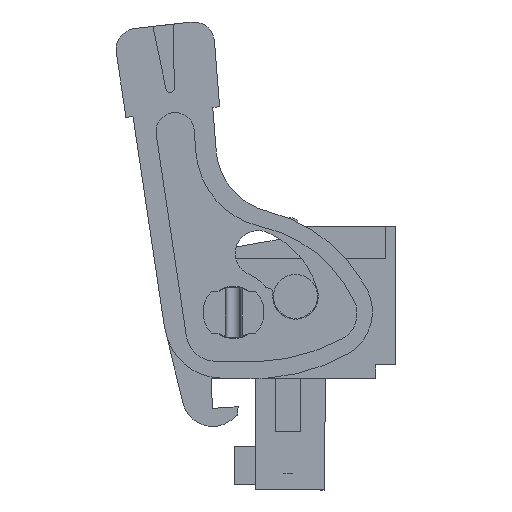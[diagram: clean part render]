
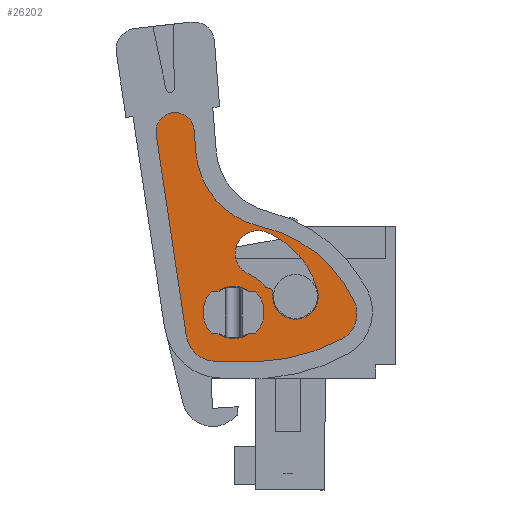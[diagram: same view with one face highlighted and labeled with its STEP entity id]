
A CAD part, left-side view. The second image highlights one B-rep face of the part: STEP entity #26202.
In plain terms, the highlighted planar face has unit normal (-1, 0, 0).
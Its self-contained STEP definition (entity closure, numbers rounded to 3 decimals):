
#25905=AXIS2_PLACEMENT_3D('Plane Axis2P3D',#25902,#25903,#25904) ;
#26034=AXIS2_PLACEMENT_3D('Circle Axis2P3D',#26032,#26033,$) ;
#26058=AXIS2_PLACEMENT_3D('Circle Axis2P3D',#26056,#26057,$) ;
#26084=AXIS2_PLACEMENT_3D('Circle Axis2P3D',#26082,#26083,$) ;
#26091=AXIS2_PLACEMENT_3D('Circle Axis2P3D',#26089,#26090,$) ;
#26098=AXIS2_PLACEMENT_3D('Circle Axis2P3D',#26096,#26097,$) ;
#26105=AXIS2_PLACEMENT_3D('Circle Axis2P3D',#26103,#26104,$) ;
#26128=AXIS2_PLACEMENT_3D('Circle Axis2P3D',#26126,#26127,$) ;
#26137=AXIS2_PLACEMENT_3D('Circle Axis2P3D',#26135,#26136,$) ;
#26144=AXIS2_PLACEMENT_3D('Circle Axis2P3D',#26142,#26143,$) ;
#26151=AXIS2_PLACEMENT_3D('Circle Axis2P3D',#26149,#26150,$) ;
#26158=AXIS2_PLACEMENT_3D('Circle Axis2P3D',#26156,#26157,$) ;
#26165=AXIS2_PLACEMENT_3D('Circle Axis2P3D',#26163,#26164,$) ;
#26172=AXIS2_PLACEMENT_3D('Circle Axis2P3D',#26170,#26171,$) ;
#26186=AXIS2_PLACEMENT_3D('Circle Axis2P3D',#26184,#26185,$) ;
#26195=AXIS2_PLACEMENT_3D('Circle Axis2P3D',#26193,#26194,$) ;
#25902=CARTESIAN_POINT('Axis2P3D Location',(1.1,1.4,0.)) ;
#26001=CARTESIAN_POINT('Line Origine',(1.1,13.287,15.072)) ;
#26005=CARTESIAN_POINT('Vertex',(1.1,12.398,9.121)) ;
#26007=CARTESIAN_POINT('Vertex',(1.1,14.176,21.023)) ;
#26032=CARTESIAN_POINT('Axis2P3D Location',(1.1,10.645,9.383)) ;
#26036=CARTESIAN_POINT('Vertex',(1.1,10.665,7.61)) ;
#26056=CARTESIAN_POINT('Axis2P3D Location',(1.1,13.058,21.19)) ;
#26060=CARTESIAN_POINT('Vertex',(1.1,11.931,21.279)) ;
#26075=CARTESIAN_POINT('Line Origine',(1.1,9.423,7.596)) ;
#26079=CARTESIAN_POINT('Vertex',(1.1,8.181,7.582)) ;
#26082=CARTESIAN_POINT('Axis2P3D Location',(1.1,8.615,19.073)) ;
#26086=CARTESIAN_POINT('Vertex',(1.1,3.202,8.927)) ;
#26089=CARTESIAN_POINT('Axis2P3D Location',(1.1,4.004,10.431)) ;
#26093=CARTESIAN_POINT('Vertex',(1.1,2.462,11.157)) ;
#26096=CARTESIAN_POINT('Axis2P3D Location',(1.1,9.73,7.737)) ;
#26100=CARTESIAN_POINT('Vertex',(1.1,8.015,15.585)) ;
#26103=CARTESIAN_POINT('Axis2P3D Location',(1.1,6.976,20.339)) ;
#26107=CARTESIAN_POINT('Vertex',(1.1,11.827,19.957)) ;
#26110=CARTESIAN_POINT('Line Origine',(1.1,11.879,20.618)) ;
#26126=CARTESIAN_POINT('Axis2P3D Location',(1.1,7.517,12.189)) ;
#26130=CARTESIAN_POINT('Vertex',(1.1,7.517,11.939)) ;
#26132=CARTESIAN_POINT('Vertex',(1.1,7.711,12.031)) ;
#26135=CARTESIAN_POINT('Axis2P3D Location',(1.1,9.6,10.5)) ;
#26139=CARTESIAN_POINT('Vertex',(1.1,8.672,12.747)) ;
#26142=CARTESIAN_POINT('Axis2P3D Location',(1.1,8.156,13.995)) ;
#26146=CARTESIAN_POINT('Vertex',(1.1,7.641,15.242)) ;
#26149=CARTESIAN_POINT('Axis2P3D Location',(1.1,9.6,10.5)) ;
#26153=CARTESIAN_POINT('Vertex',(1.1,4.633,11.789)) ;
#26156=CARTESIAN_POINT('Axis2P3D Location',(1.1,5.94,11.45)) ;
#26160=CARTESIAN_POINT('Vertex',(1.1,7.286,11.555)) ;
#26163=CARTESIAN_POINT('Axis2P3D Location',(1.1,6.887,11.524)) ;
#26167=CARTESIAN_POINT('Vertex',(1.1,7.274,11.625)) ;
#26170=CARTESIAN_POINT('Axis2P3D Location',(1.1,7.516,11.689)) ;
#26184=CARTESIAN_POINT('Axis2P3D Location',(1.1,9.6,10.5)) ;
#26188=CARTESIAN_POINT('Vertex',(1.1,9.6,8.95)) ;
#26190=CARTESIAN_POINT('Vertex',(1.1,9.6,12.05)) ;
#26193=CARTESIAN_POINT('Axis2P3D Location',(1.1,9.6,10.5)) ;
#25903=DIRECTION('Axis2P3D Direction',(1.,0.,0.)) ;
#25904=DIRECTION('Axis2P3D XDirection',(0.,1.,0.)) ;
#26002=DIRECTION('Vector Direction',(0.,0.148,0.989)) ;
#26033=DIRECTION('Axis2P3D Direction',(1.,0.,0.)) ;
#26057=DIRECTION('Axis2P3D Direction',(1.,0.,0.)) ;
#26076=DIRECTION('Vector Direction',(0.,1.,0.011)) ;
#26083=DIRECTION('Axis2P3D Direction',(1.,0.,0.)) ;
#26090=DIRECTION('Axis2P3D Direction',(1.,0.,0.)) ;
#26097=DIRECTION('Axis2P3D Direction',(1.,0.,0.)) ;
#26104=DIRECTION('Axis2P3D Direction',(1.,0.,0.)) ;
#26111=DIRECTION('Vector Direction',(0.,-0.078,-0.997)) ;
#26127=DIRECTION('Axis2P3D Direction',(1.,0.,0.)) ;
#26136=DIRECTION('Axis2P3D Direction',(1.,0.,0.)) ;
#26143=DIRECTION('Axis2P3D Direction',(1.,0.,0.)) ;
#26150=DIRECTION('Axis2P3D Direction',(1.,0.,0.)) ;
#26157=DIRECTION('Axis2P3D Direction',(1.,0.,0.)) ;
#26164=DIRECTION('Axis2P3D Direction',(1.,0.,0.)) ;
#26171=DIRECTION('Axis2P3D Direction',(1.,0.,0.)) ;
#26185=DIRECTION('Axis2P3D Direction',(1.,0.,0.)) ;
#26194=DIRECTION('Axis2P3D Direction',(1.,0.,0.)) ;
#26003=VECTOR('Line Direction',#26002,1.) ;
#26077=VECTOR('Line Direction',#26076,1.) ;
#26112=VECTOR('Line Direction',#26111,1.) ;
#26116=ORIENTED_EDGE('',*,*,#26038,.F.) ;
#26117=ORIENTED_EDGE('',*,*,#26081,.F.) ;
#26118=ORIENTED_EDGE('',*,*,#26088,.F.) ;
#26119=ORIENTED_EDGE('',*,*,#26095,.F.) ;
#26120=ORIENTED_EDGE('',*,*,#26102,.F.) ;
#26121=ORIENTED_EDGE('',*,*,#26109,.F.) ;
#26122=ORIENTED_EDGE('',*,*,#26114,.F.) ;
#26123=ORIENTED_EDGE('',*,*,#26062,.F.) ;
#26124=ORIENTED_EDGE('',*,*,#26009,.F.) ;
#26176=ORIENTED_EDGE('',*,*,#26134,.T.) ;
#26177=ORIENTED_EDGE('',*,*,#26141,.F.) ;
#26178=ORIENTED_EDGE('',*,*,#26148,.T.) ;
#26179=ORIENTED_EDGE('',*,*,#26155,.T.) ;
#26180=ORIENTED_EDGE('',*,*,#26162,.T.) ;
#26181=ORIENTED_EDGE('',*,*,#26169,.T.) ;
#26182=ORIENTED_EDGE('',*,*,#26174,.F.) ;
#26199=ORIENTED_EDGE('',*,*,#26192,.T.) ;
#26200=ORIENTED_EDGE('',*,*,#26197,.T.) ;
#26183=FACE_BOUND('',#26175,.T.) ;
#26201=FACE_BOUND('',#26198,.T.) ;
#26202=ADVANCED_FACE('lock',(#26125,#26183,#26201),#25906,.F.) ;
#26035=CIRCLE('generated circle',#26034,1.773) ;
#26059=CIRCLE('generated circle',#26058,1.131) ;
#26085=CIRCLE('generated circle',#26084,11.5) ;
#26092=CIRCLE('generated circle',#26091,1.705) ;
#26099=CIRCLE('generated circle',#26098,8.033) ;
#26106=CIRCLE('generated circle',#26105,4.866) ;
#26129=CIRCLE('generated circle',#26128,0.25) ;
#26138=CIRCLE('generated circle',#26137,2.431) ;
#26145=CIRCLE('generated circle',#26144,1.35) ;
#26152=CIRCLE('generated circle',#26151,5.131) ;
#26159=CIRCLE('generated circle',#26158,1.35) ;
#26166=CIRCLE('generated circle',#26165,0.4) ;
#26173=CIRCLE('generated circle',#26172,0.25) ;
#26187=CIRCLE('generated circle',#26186,1.55) ;
#26196=CIRCLE('generated circle',#26195,1.55) ;
#26009=EDGE_CURVE('',#26006,#26008,#26004,.T.) ;
#26038=EDGE_CURVE('',#26037,#26006,#26035,.T.) ;
#26062=EDGE_CURVE('',#26008,#26061,#26059,.T.) ;
#26081=EDGE_CURVE('',#26080,#26037,#26078,.T.) ;
#26088=EDGE_CURVE('',#26087,#26080,#26085,.T.) ;
#26095=EDGE_CURVE('',#26094,#26087,#26092,.T.) ;
#26102=EDGE_CURVE('',#26101,#26094,#26099,.T.) ;
#26109=EDGE_CURVE('',#26108,#26101,#26106,.F.) ;
#26114=EDGE_CURVE('',#26061,#26108,#26113,.T.) ;
#26134=EDGE_CURVE('',#26131,#26133,#26129,.T.) ;
#26141=EDGE_CURVE('',#26140,#26133,#26138,.T.) ;
#26148=EDGE_CURVE('',#26140,#26147,#26145,.T.) ;
#26155=EDGE_CURVE('',#26147,#26154,#26152,.T.) ;
#26162=EDGE_CURVE('',#26154,#26161,#26159,.T.) ;
#26169=EDGE_CURVE('',#26161,#26168,#26166,.T.) ;
#26174=EDGE_CURVE('',#26131,#26168,#26173,.T.) ;
#26192=EDGE_CURVE('',#26189,#26191,#26187,.T.) ;
#26197=EDGE_CURVE('',#26191,#26189,#26196,.T.) ;
#26115=EDGE_LOOP('',(#26116,#26117,#26118,#26119,#26120,#26121,#26122,#26123,#26124)) ;
#26175=EDGE_LOOP('',(#26176,#26177,#26178,#26179,#26180,#26181,#26182)) ;
#26198=EDGE_LOOP('',(#26199,#26200)) ;
#26125=FACE_OUTER_BOUND('',#26115,.T.) ;
#26004=LINE('Line',#26001,#26003) ;
#26078=LINE('Line',#26075,#26077) ;
#26113=LINE('Line',#26110,#26112) ;
#25906=PLANE('',#25905) ;
#26006=VERTEX_POINT('',#26005) ;
#26008=VERTEX_POINT('',#26007) ;
#26037=VERTEX_POINT('',#26036) ;
#26061=VERTEX_POINT('',#26060) ;
#26080=VERTEX_POINT('',#26079) ;
#26087=VERTEX_POINT('',#26086) ;
#26094=VERTEX_POINT('',#26093) ;
#26101=VERTEX_POINT('',#26100) ;
#26108=VERTEX_POINT('',#26107) ;
#26131=VERTEX_POINT('',#26130) ;
#26133=VERTEX_POINT('',#26132) ;
#26140=VERTEX_POINT('',#26139) ;
#26147=VERTEX_POINT('',#26146) ;
#26154=VERTEX_POINT('',#26153) ;
#26161=VERTEX_POINT('',#26160) ;
#26168=VERTEX_POINT('',#26167) ;
#26189=VERTEX_POINT('',#26188) ;
#26191=VERTEX_POINT('',#26190) ;
